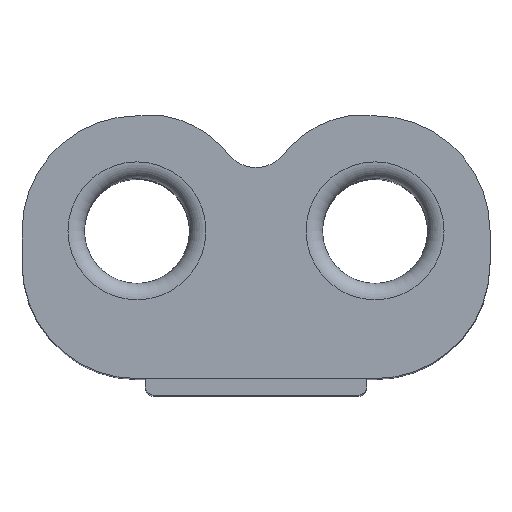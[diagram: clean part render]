
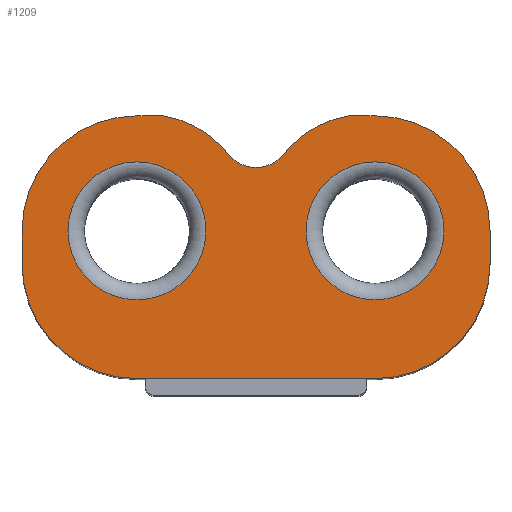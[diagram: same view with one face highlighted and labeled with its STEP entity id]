
A CAD part, top view. The second image highlights one B-rep face of the part: STEP entity #1209.
In plain terms, the highlighted planar face has unit normal (0, 0, 1).
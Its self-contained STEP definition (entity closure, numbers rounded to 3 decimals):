
#503=CARTESIAN_POINT('',(-7.25,7.,39.));
#504=VERTEX_POINT('',#503);
#512=CARTESIAN_POINT('',(-14.25,0.,39.));
#513=VERTEX_POINT('',#512);
#520=CARTESIAN_POINT('',(-7.25,0.,39.));
#521=DIRECTION('',(0.,0.,1.));
#522=DIRECTION('',(1.,0.,-0.));
#523=AXIS2_PLACEMENT_3D('',#520,#521,#522);
#524=CIRCLE('',#523,7.);
#525=EDGE_CURVE('',#504,#513,#524,.T.);
#667=CARTESIAN_POINT('',(14.25,0.,39.));
#668=VERTEX_POINT('',#667);
#675=CARTESIAN_POINT('',(14.25,-2.,39.));
#676=VERTEX_POINT('',#675);
#677=CARTESIAN_POINT('',(14.25,-2.,39.));
#678=DIRECTION('',(0.,1.,0.));
#679=VECTOR('',#678,2.);
#680=LINE('',#677,#679);
#681=EDGE_CURVE('',#676,#668,#680,.T.);
#770=CARTESIAN_POINT('',(-14.25,-2.,39.));
#771=VERTEX_POINT('',#770);
#778=CARTESIAN_POINT('',(-14.25,0.,39.));
#779=DIRECTION('',(-0.,-1.,-0.));
#780=VECTOR('',#779,2.);
#781=LINE('',#778,#780);
#782=EDGE_CURVE('',#513,#771,#781,.T.);
#869=CARTESIAN_POINT('',(7.25,7.,39.));
#870=VERTEX_POINT('',#869);
#877=CARTESIAN_POINT('',(7.25,0.,39.));
#878=DIRECTION('',(0.,0.,1.));
#879=DIRECTION('',(1.,0.,-0.));
#880=AXIS2_PLACEMENT_3D('',#877,#878,#879);
#881=CIRCLE('',#880,7.);
#882=EDGE_CURVE('',#668,#870,#881,.T.);
#893=CARTESIAN_POINT('',(5.649,7.,39.));
#894=VERTEX_POINT('',#893);
#895=CARTESIAN_POINT('',(7.25,7.,39.));
#896=DIRECTION('',(-1.,-0.,0.));
#897=VECTOR('',#896,1.601);
#898=LINE('',#895,#897);
#899=EDGE_CURVE('',#870,#894,#898,.T.);
#931=CARTESIAN_POINT('',(1.568,4.502,39.));
#932=VERTEX_POINT('',#931);
#933=CARTESIAN_POINT('',(6.623,0.824,39.));
#934=DIRECTION('',(0.,0.,1.));
#935=DIRECTION('',(1.,0.,-0.));
#936=AXIS2_PLACEMENT_3D('',#933,#934,#935);
#937=CIRCLE('',#936,6.252);
#938=EDGE_CURVE('',#894,#932,#937,.T.);
#964=CARTESIAN_POINT('',(-1.568,4.502,39.));
#965=VERTEX_POINT('',#964);
#966=CARTESIAN_POINT('',(0.,6.07,39.));
#967=DIRECTION('',(0.,0.,1.));
#968=DIRECTION('',(1.,0.,-0.));
#969=AXIS2_PLACEMENT_3D('',#966,#967,#968);
#970=CIRCLE('',#969,2.217);
#971=EDGE_CURVE('',#965,#932,#970,.T.);
#997=CARTESIAN_POINT('',(-5.649,7.,39.));
#998=VERTEX_POINT('',#997);
#999=CARTESIAN_POINT('',(-6.623,0.824,39.));
#1000=DIRECTION('',(0.,0.,1.));
#1001=DIRECTION('',(1.,0.,-0.));
#1002=AXIS2_PLACEMENT_3D('',#999,#1000,#1001);
#1003=CIRCLE('',#1002,6.252);
#1004=EDGE_CURVE('',#965,#998,#1003,.T.);
#1030=CARTESIAN_POINT('',(-5.649,7.,39.));
#1031=DIRECTION('',(-1.,-0.,0.));
#1032=VECTOR('',#1031,1.601);
#1033=LINE('',#1030,#1032);
#1034=EDGE_CURVE('',#998,#504,#1033,.T.);
#1059=CARTESIAN_POINT('',(-7.25,-9.,39.));
#1060=VERTEX_POINT('',#1059);
#1061=CARTESIAN_POINT('',(-7.25,-2.,39.));
#1062=DIRECTION('',(0.,0.,1.));
#1063=DIRECTION('',(1.,0.,-0.));
#1064=AXIS2_PLACEMENT_3D('',#1061,#1062,#1063);
#1065=CIRCLE('',#1064,7.);
#1066=EDGE_CURVE('',#771,#1060,#1065,.T.);
#1092=CARTESIAN_POINT('',(7.25,-9.,39.));
#1093=VERTEX_POINT('',#1092);
#1094=CARTESIAN_POINT('',(-7.25,-9.,39.));
#1095=DIRECTION('',(1.,0.,-0.));
#1096=VECTOR('',#1095,14.5);
#1097=LINE('',#1094,#1096);
#1098=EDGE_CURVE('',#1060,#1093,#1097,.T.);
#1124=CARTESIAN_POINT('',(7.25,-2.,39.));
#1125=DIRECTION('',(0.,0.,1.));
#1126=DIRECTION('',(1.,0.,-0.));
#1127=AXIS2_PLACEMENT_3D('',#1124,#1125,#1126);
#1128=CIRCLE('',#1127,7.);
#1129=EDGE_CURVE('',#1093,#676,#1128,.T.);
#1168=CARTESIAN_POINT('',(0.,0.,39.));
#1169=DIRECTION('',(0.,0.,1.));
#1170=DIRECTION('',(1.,0.,0.));
#1171=AXIS2_PLACEMENT_3D('',#1168,#1169,#1170);
#1172=PLANE('',#1171);
#1173=CARTESIAN_POINT('',(11.45,-0.,39.));
#1174=VERTEX_POINT('',#1173);
#1175=CARTESIAN_POINT('',(7.25,0.,39.));
#1176=DIRECTION('',(-0.,-0.,-1.));
#1177=DIRECTION('',(1.,0.,-0.));
#1178=AXIS2_PLACEMENT_3D('',#1175,#1176,#1177);
#1179=CIRCLE('',#1178,4.2);
#1180=EDGE_CURVE('',#1174,#1174,#1179,.T.);
#1181=ORIENTED_EDGE('',*,*,#1180,.T.);
#1182=EDGE_LOOP('',(#1181));
#1183=FACE_BOUND('',#1182,.T.);
#1184=CARTESIAN_POINT('',(-3.05,-0.,39.));
#1185=VERTEX_POINT('',#1184);
#1186=CARTESIAN_POINT('',(-7.25,0.,39.));
#1187=DIRECTION('',(-0.,-0.,-1.));
#1188=DIRECTION('',(1.,0.,-0.));
#1189=AXIS2_PLACEMENT_3D('',#1186,#1187,#1188);
#1190=CIRCLE('',#1189,4.2);
#1191=EDGE_CURVE('',#1185,#1185,#1190,.T.);
#1192=ORIENTED_EDGE('',*,*,#1191,.T.);
#1193=EDGE_LOOP('',(#1192));
#1194=FACE_BOUND('',#1193,.T.);
#1195=ORIENTED_EDGE('',*,*,#899,.T.);
#1196=ORIENTED_EDGE('',*,*,#938,.T.);
#1197=ORIENTED_EDGE('',*,*,#971,.F.);
#1198=ORIENTED_EDGE('',*,*,#1004,.T.);
#1199=ORIENTED_EDGE('',*,*,#1034,.T.);
#1200=ORIENTED_EDGE('',*,*,#525,.T.);
#1201=ORIENTED_EDGE('',*,*,#782,.T.);
#1202=ORIENTED_EDGE('',*,*,#1066,.T.);
#1203=ORIENTED_EDGE('',*,*,#1098,.T.);
#1204=ORIENTED_EDGE('',*,*,#1129,.T.);
#1205=ORIENTED_EDGE('',*,*,#681,.T.);
#1206=ORIENTED_EDGE('',*,*,#882,.T.);
#1207=EDGE_LOOP('',(#1195,#1196,#1197,#1198,#1199,#1200,#1201,#1202,#1203,#1204,#1205,#1206));
#1208=FACE_BOUND('',#1207,.T.);
#1209=ADVANCED_FACE('',(#1183,#1194,#1208),#1172,.T.);
